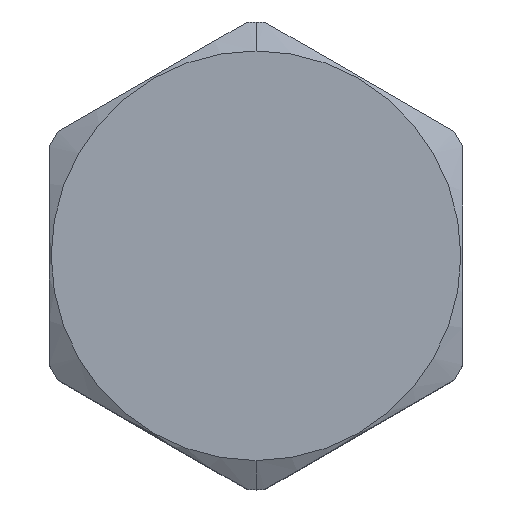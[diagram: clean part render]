
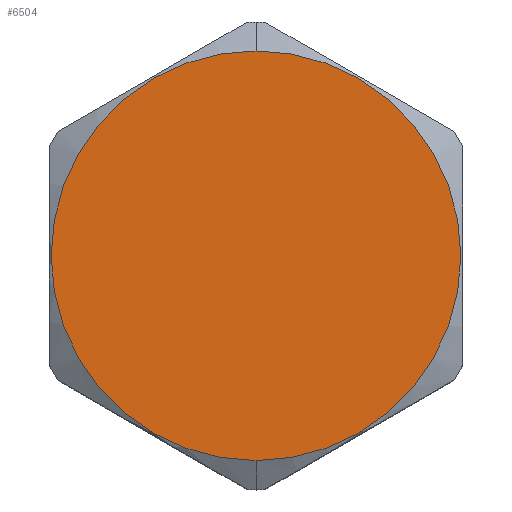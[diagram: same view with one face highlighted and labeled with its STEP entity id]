
A CAD part, top view. The second image highlights one B-rep face of the part: STEP entity #6504.
In plain terms, the highlighted planar face has unit normal (0, 0, 1).
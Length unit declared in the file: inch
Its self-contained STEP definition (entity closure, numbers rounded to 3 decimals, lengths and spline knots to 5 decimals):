
#1173=CARTESIAN_POINT('',(0.,0.,2.0305));
#1174=DIRECTION('',(0.,0.,1.));
#1175=DIRECTION('',(0.,-1.,0.));
#1176=AXIS2_PLACEMENT_3D('',#1173,#1174,#1175);
#1178=CARTESIAN_POINT('',(0.,0.,2.0305));
#1179=DIRECTION('',(0.,0.,1.));
#1180=DIRECTION('',(0.,1.,0.));
#1181=AXIS2_PLACEMENT_3D('',#1178,#1179,#1180);
#4330=CARTESIAN_POINT('',(0.,-0.3715,2.0305));
#4331=CARTESIAN_POINT('',(0.,0.3715,2.0305));
#4332=VERTEX_POINT('',#4330);
#4333=VERTEX_POINT('',#4331);
#6495=CARTESIAN_POINT('',(0.,0.,2.0305));
#6496=DIRECTION('',(0.,0.,1.));
#6497=DIRECTION('',(0.,1.,0.));
#6498=AXIS2_PLACEMENT_3D('',#6495,#6496,#6497);
#6499=PLANE('',#6498);
#6500=ORIENTED_EDGE('',*,*,#6251,.F.);
#6501=ORIENTED_EDGE('',*,*,#6479,.F.);
#6502=EDGE_LOOP('',(#6500,#6501));
#6503=FACE_OUTER_BOUND('',#6502,.F.);
#1177=CIRCLE('',#1176,0.3715);
#1182=CIRCLE('',#1181,0.3715);
#6251=EDGE_CURVE('',#4332,#4333,#1177,.T.);
#6479=EDGE_CURVE('',#4333,#4332,#1182,.T.);
#6504=ADVANCED_FACE('',(#6503),#6499,.T.);
